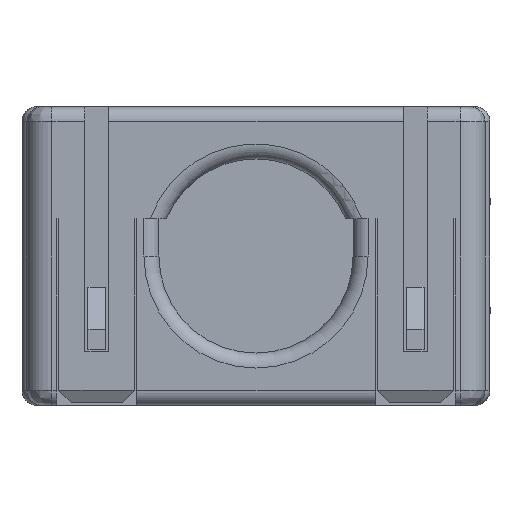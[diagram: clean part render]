
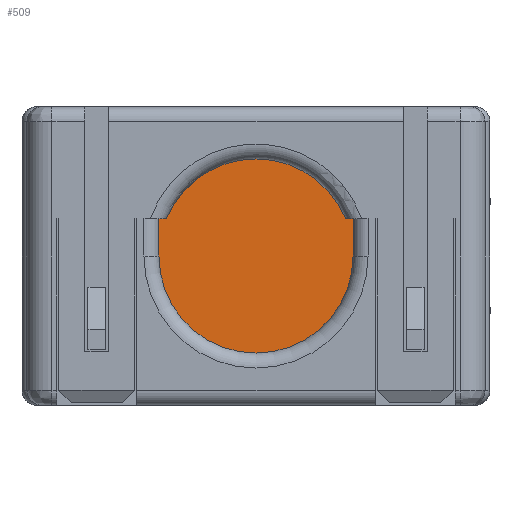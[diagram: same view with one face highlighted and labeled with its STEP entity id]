
A CAD part, left-side view. The second image highlights one B-rep face of the part: STEP entity #509.
In plain terms, the highlighted planar face has unit normal (-1, 0, 0).
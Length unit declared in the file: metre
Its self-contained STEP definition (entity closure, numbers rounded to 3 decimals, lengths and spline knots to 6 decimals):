
#509 = ADVANCED_FACE( '', ( #2299 ), #2300, .T. );
#2299 = FACE_OUTER_BOUND( '', #5505, .T. );
#2300 = PLANE( '', #5506 );
#5505 = EDGE_LOOP( '', ( #11320, #11321, #11322, #11323, #11324, #11325 ) );
#5506 = AXIS2_PLACEMENT_3D( '', #11326, #11327, #11328 );
#11320 = ORIENTED_EDGE( '', *, *, #19377, .F. );
#11321 = ORIENTED_EDGE( '', *, *, #20891, .F. );
#11322 = ORIENTED_EDGE( '', *, *, #20892, .T. );
#11323 = ORIENTED_EDGE( '', *, *, #20893, .T. );
#11324 = ORIENTED_EDGE( '', *, *, #20894, .F. );
#11325 = ORIENTED_EDGE( '', *, *, #20895, .T. );
#11326 = CARTESIAN_POINT( '', ( -0.042, -0.0154, 0. ) );
#11327 = DIRECTION( '', ( -1., 0., 0. ) );
#11328 = DIRECTION( '', ( 0., 0., 1. ) );
#19377 = EDGE_CURVE( '', #23799, #23802, #23803, .T. );
#20891 = EDGE_CURVE( '', #26503, #23799, #26504, .T. );
#20892 = EDGE_CURVE( '', #26503, #26505, #26506, .T. );
#20893 = EDGE_CURVE( '', #26505, #26507, #26508, .T. );
#20894 = EDGE_CURVE( '', #26509, #26507, #26510, .T. );
#20895 = EDGE_CURVE( '', #26509, #23802, #26511, .T. );
#23799 = VERTEX_POINT( '', #30921 );
#23802 = VERTEX_POINT( '', #30925 );
#23803 = LINE( '', #30926, #30927 );
#26503 = VERTEX_POINT( '', #35565 );
#26504 = LINE( '', #35566, #35567 );
#26505 = VERTEX_POINT( '', #35568 );
#26506 = CIRCLE( '', #35569, 0.0039 );
#26507 = VERTEX_POINT( '', #35570 );
#26508 = LINE( '', #35571, #35572 );
#26509 = VERTEX_POINT( '', #35573 );
#26510 = LINE( '', #35574, #35575 );
#26511 = CIRCLE( '', #35576, 0.0039 );
#30921 = CARTESIAN_POINT( '', ( -0.042, -0.0055, 0. ) );
#30925 = CARTESIAN_POINT( '', ( -0.042, -0.0058, 0. ) );
#30926 = CARTESIAN_POINT( '', ( -0.042, -0.0055, 0. ) );
#30927 = VECTOR( '', #40253, 1. );
#35565 = CARTESIAN_POINT( '', ( -0.042, -0.0055, -0.0015 ) );
#35566 = CARTESIAN_POINT( '', ( -0.042, -0.0055, -0.0015 ) );
#35567 = VECTOR( '', #42068, 1. );
#35568 = CARTESIAN_POINT( '', ( -0.042, -0.0133, -0.0015 ) );
#35569 = AXIS2_PLACEMENT_3D( '', #42069, #42070, #42071 );
#35570 = CARTESIAN_POINT( '', ( -0.042, -0.0133, 0. ) );
#35571 = CARTESIAN_POINT( '', ( -0.042, -0.0133, -0.0015 ) );
#35572 = VECTOR( '', #42072, 1. );
#35573 = CARTESIAN_POINT( '', ( -0.042, -0.013, 0. ) );
#35574 = CARTESIAN_POINT( '', ( -0.042, -0.013, 0. ) );
#35575 = VECTOR( '', #42073, 1. );
#35576 = AXIS2_PLACEMENT_3D( '', #42074, #42075, #42076 );
#40253 = DIRECTION( '', ( 0., -1., 0. ) );
#42068 = DIRECTION( '', ( 0., 0., 1. ) );
#42069 = CARTESIAN_POINT( '', ( -0.042, -0.0094, -0.0015 ) );
#42070 = DIRECTION( '', ( -1., 0., 0. ) );
#42071 = DIRECTION( '', ( 0., 1., 0. ) );
#42072 = DIRECTION( '', ( 0., 0., 1. ) );
#42073 = DIRECTION( '', ( 0., -1., 0. ) );
#42074 = CARTESIAN_POINT( '', ( -0.042, -0.0094, -0.0015 ) );
#42075 = DIRECTION( '', ( -1., 0., 0. ) );
#42076 = DIRECTION( '', ( 0., -0.923, 0.385 ) );
